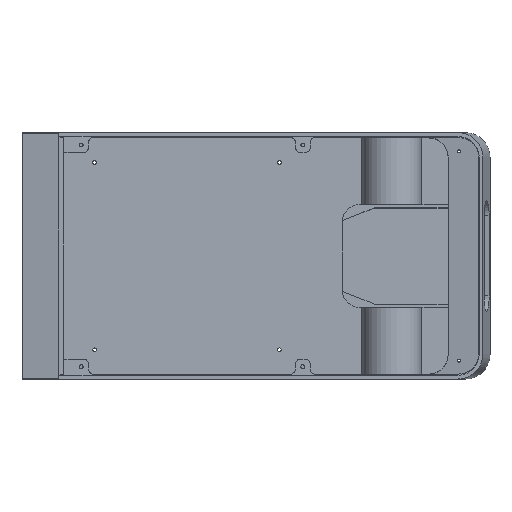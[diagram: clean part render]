
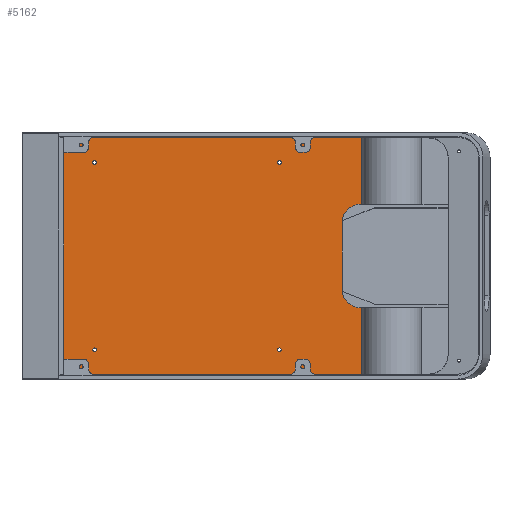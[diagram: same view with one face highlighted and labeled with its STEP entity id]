
A CAD part, top view. The second image highlights one B-rep face of the part: STEP entity #5162.
In plain terms, the highlighted planar face has unit normal (0, 0, 1).
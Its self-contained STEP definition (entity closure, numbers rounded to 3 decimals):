
#123=FACE_BOUND('',#775,.T.);
#124=FACE_BOUND('',#776,.T.);
#125=FACE_BOUND('',#777,.T.);
#126=FACE_BOUND('',#778,.T.);
#227=PLANE('',#5574);
#445=FACE_OUTER_BOUND('',#774,.T.);
#774=EDGE_LOOP('',(#4087,#4088,#4089,#4090,#4091,#4092,#4093,#4094,#4095,
#4096,#4097,#4098,#4099,#4100,#4101,#4102,#4103,#4104,#4105,#4106,#4107,
#4108,#4109,#4110));
#775=EDGE_LOOP('',(#4111));
#776=EDGE_LOOP('',(#4112));
#777=EDGE_LOOP('',(#4113));
#778=EDGE_LOOP('',(#4114));
#1047=LINE('',#7560,#1549);
#1132=LINE('',#7797,#1634);
#1136=LINE('',#7813,#1638);
#1173=LINE('',#7918,#1675);
#1177=LINE('',#7934,#1679);
#1248=LINE('',#8273,#1750);
#1251=LINE('',#8278,#1753);
#1253=LINE('',#8281,#1755);
#1254=LINE('',#8284,#1756);
#1259=LINE('',#8295,#1761);
#1262=LINE('',#8300,#1764);
#1264=LINE('',#8303,#1766);
#1265=LINE('',#8306,#1767);
#1266=LINE('',#8308,#1768);
#1267=LINE('',#8309,#1769);
#1268=LINE('',#8310,#1770);
#1269=LINE('',#8312,#1771);
#1270=LINE('',#8314,#1772);
#1271=LINE('',#8315,#1773);
#1272=LINE('',#8317,#1774);
#1273=LINE('',#8319,#1775);
#1274=LINE('',#8320,#1776);
#1275=LINE('',#8322,#1777);
#1276=LINE('',#8323,#1778);
#1549=VECTOR('',#5944,10.);
#1634=VECTOR('',#6111,10.);
#1638=VECTOR('',#6123,10.);
#1675=VECTOR('',#6206,10.);
#1679=VECTOR('',#6218,10.);
#1750=VECTOR('',#6537,10.);
#1753=VECTOR('',#6542,10.);
#1755=VECTOR('',#6546,10.);
#1756=VECTOR('',#6549,10.);
#1761=VECTOR('',#6556,10.);
#1764=VECTOR('',#6561,10.);
#1766=VECTOR('',#6565,10.);
#1767=VECTOR('',#6568,10.);
#1768=VECTOR('',#6569,10.);
#1769=VECTOR('',#6570,10.);
#1770=VECTOR('',#6571,10.);
#1771=VECTOR('',#6572,10.);
#1772=VECTOR('',#6573,10.);
#1773=VECTOR('',#6574,10.);
#1774=VECTOR('',#6575,10.);
#1775=VECTOR('',#6576,10.);
#1776=VECTOR('',#6577,10.);
#1777=VECTOR('',#6578,10.);
#1778=VECTOR('',#6579,10.);
#2126=CIRCLE('',#5575,1.5);
#2127=CIRCLE('',#5576,1.5);
#2128=CIRCLE('',#5577,1.5);
#2129=CIRCLE('',#5578,1.5);
#2248=VERTEX_POINT('',#7525);
#2260=VERTEX_POINT('',#7558);
#2350=VERTEX_POINT('',#7794);
#2351=VERTEX_POINT('',#7796);
#2358=VERTEX_POINT('',#7810);
#2359=VERTEX_POINT('',#7812);
#2403=VERTEX_POINT('',#7915);
#2404=VERTEX_POINT('',#7917);
#2411=VERTEX_POINT('',#7931);
#2412=VERTEX_POINT('',#7933);
#2495=VERTEX_POINT('',#8270);
#2496=VERTEX_POINT('',#8272);
#2497=VERTEX_POINT('',#8276);
#2498=VERTEX_POINT('',#8283);
#2502=VERTEX_POINT('',#8292);
#2503=VERTEX_POINT('',#8294);
#2504=VERTEX_POINT('',#8299);
#2505=VERTEX_POINT('',#8305);
#2506=VERTEX_POINT('',#8307);
#2507=VERTEX_POINT('',#8311);
#2508=VERTEX_POINT('',#8313);
#2509=VERTEX_POINT('',#8316);
#2510=VERTEX_POINT('',#8318);
#2511=VERTEX_POINT('',#8321);
#2512=VERTEX_POINT('',#8324);
#2513=VERTEX_POINT('',#8326);
#2514=VERTEX_POINT('',#8328);
#2515=VERTEX_POINT('',#8330);
#2763=EDGE_CURVE('',#2260,#2248,#1047,.F.);
#2873=EDGE_CURVE('',#2351,#2350,#1132,.T.);
#2881=EDGE_CURVE('',#2359,#2358,#1136,.T.);
#2934=EDGE_CURVE('',#2403,#2404,#1173,.T.);
#2942=EDGE_CURVE('',#2411,#2412,#1177,.T.);
#3077=EDGE_CURVE('',#2496,#2495,#1248,.T.);
#3080=EDGE_CURVE('',#2495,#2497,#1251,.T.);
#3082=EDGE_CURVE('',#2497,#2412,#1253,.T.);
#3083=EDGE_CURVE('',#2496,#2498,#1254,.T.);
#3088=EDGE_CURVE('',#2503,#2502,#1259,.T.);
#3091=EDGE_CURVE('',#2504,#2503,#1262,.T.);
#3093=EDGE_CURVE('',#2350,#2504,#1264,.T.);
#3094=EDGE_CURVE('',#2411,#2505,#1265,.T.);
#3095=EDGE_CURVE('',#2505,#2506,#1266,.T.);
#3096=EDGE_CURVE('',#2404,#2506,#1267,.T.);
#3097=EDGE_CURVE('',#2403,#2359,#1268,.T.);
#3098=EDGE_CURVE('',#2507,#2358,#1269,.T.);
#3099=EDGE_CURVE('',#2507,#2508,#1270,.T.);
#3100=EDGE_CURVE('',#2508,#2351,#1271,.T.);
#3101=EDGE_CURVE('',#2502,#2509,#1272,.T.);
#3102=EDGE_CURVE('',#2509,#2510,#1273,.T.);
#3103=EDGE_CURVE('',#2510,#2248,#1274,.T.);
#3104=EDGE_CURVE('',#2260,#2511,#1275,.T.);
#3105=EDGE_CURVE('',#2511,#2498,#1276,.T.);
#3106=EDGE_CURVE('',#2512,#2512,#2126,.T.);
#3107=EDGE_CURVE('',#2513,#2513,#2127,.T.);
#3108=EDGE_CURVE('',#2514,#2514,#2128,.T.);
#3109=EDGE_CURVE('',#2515,#2515,#2129,.T.);
#4087=ORIENTED_EDGE('',*,*,#3082,.T.);
#4088=ORIENTED_EDGE('',*,*,#2942,.F.);
#4089=ORIENTED_EDGE('',*,*,#3094,.T.);
#4090=ORIENTED_EDGE('',*,*,#3095,.T.);
#4091=ORIENTED_EDGE('',*,*,#3096,.F.);
#4092=ORIENTED_EDGE('',*,*,#2934,.F.);
#4093=ORIENTED_EDGE('',*,*,#3097,.T.);
#4094=ORIENTED_EDGE('',*,*,#2881,.T.);
#4095=ORIENTED_EDGE('',*,*,#3098,.F.);
#4096=ORIENTED_EDGE('',*,*,#3099,.T.);
#4097=ORIENTED_EDGE('',*,*,#3100,.T.);
#4098=ORIENTED_EDGE('',*,*,#2873,.T.);
#4099=ORIENTED_EDGE('',*,*,#3093,.T.);
#4100=ORIENTED_EDGE('',*,*,#3091,.T.);
#4101=ORIENTED_EDGE('',*,*,#3088,.T.);
#4102=ORIENTED_EDGE('',*,*,#3101,.T.);
#4103=ORIENTED_EDGE('',*,*,#3102,.T.);
#4104=ORIENTED_EDGE('',*,*,#3103,.T.);
#4105=ORIENTED_EDGE('',*,*,#2763,.F.);
#4106=ORIENTED_EDGE('',*,*,#3104,.T.);
#4107=ORIENTED_EDGE('',*,*,#3105,.T.);
#4108=ORIENTED_EDGE('',*,*,#3083,.F.);
#4109=ORIENTED_EDGE('',*,*,#3077,.T.);
#4110=ORIENTED_EDGE('',*,*,#3080,.T.);
#4111=ORIENTED_EDGE('',*,*,#3106,.T.);
#4112=ORIENTED_EDGE('',*,*,#3107,.T.);
#4113=ORIENTED_EDGE('',*,*,#3108,.T.);
#4114=ORIENTED_EDGE('',*,*,#3109,.T.);
#5162=ADVANCED_FACE('',(#445,#123,#124,#125,#126),#227,.F.);
#5574=AXIS2_PLACEMENT_3D('',#8304,#6566,#6567);
#5575=AXIS2_PLACEMENT_3D('',#8325,#6580,#6581);
#5576=AXIS2_PLACEMENT_3D('',#8327,#6582,#6583);
#5577=AXIS2_PLACEMENT_3D('',#8329,#6584,#6585);
#5578=AXIS2_PLACEMENT_3D('',#8331,#6586,#6587);
#5944=DIRECTION('',(0.,-1.,0.));
#6111=DIRECTION('',(-1.,0.,0.));
#6123=DIRECTION('',(-1.,0.,0.));
#6206=DIRECTION('',(-1.,0.,0.));
#6218=DIRECTION('',(-1.,0.,0.));
#6537=DIRECTION('',(0.,1.,0.));
#6542=DIRECTION('',(1.,0.,0.));
#6546=DIRECTION('',(0.,-1.,0.));
#6549=DIRECTION('',(-1.,0.,0.));
#6556=DIRECTION('',(0.,1.,0.));
#6561=DIRECTION('',(-1.,0.,0.));
#6565=DIRECTION('',(0.,-1.,0.));
#6566=DIRECTION('center_axis',(0.,0.,-1.));
#6567=DIRECTION('ref_axis',(-1.,0.,0.));
#6568=DIRECTION('',(0.,-1.,0.));
#6569=DIRECTION('',(1.,0.,0.));
#6570=DIRECTION('',(0.,-1.,0.));
#6571=DIRECTION('',(0.,1.,0.));
#6572=DIRECTION('',(0.,-1.,0.));
#6573=DIRECTION('',(-1.,0.,0.));
#6574=DIRECTION('',(0.,-1.,0.));
#6575=DIRECTION('',(-1.,0.,0.));
#6576=DIRECTION('',(0.,-1.,0.));
#6577=DIRECTION('',(-1.,0.,0.));
#6578=DIRECTION('',(1.,0.,0.));
#6579=DIRECTION('',(0.,-1.,0.));
#6580=DIRECTION('center_axis',(0.,0.,-1.));
#6581=DIRECTION('ref_axis',(1.,0.,0.));
#6582=DIRECTION('center_axis',(0.,0.,-1.));
#6583=DIRECTION('ref_axis',(1.,0.,0.));
#6584=DIRECTION('center_axis',(0.,0.,-1.));
#6585=DIRECTION('ref_axis',(1.,0.,0.));
#6586=DIRECTION('center_axis',(0.,0.,-1.));
#6587=DIRECTION('ref_axis',(1.,0.,0.));
#7525=CARTESIAN_POINT('',(-46.,215.,14.));
#7558=CARTESIAN_POINT('',(-46.,47.,14.));
#7560=CARTESIAN_POINT('',(-46.,31.,14.));
#7794=CARTESIAN_POINT('',(-8.,227.,14.));
#7796=CARTESIAN_POINT('',(113.,227.,14.));
#7797=CARTESIAN_POINT('',(177.489,227.,14.));
#7810=CARTESIAN_POINT('',(137.,227.,14.));
#7812=CARTESIAN_POINT('',(226.,227.,14.));
#7813=CARTESIAN_POINT('',(177.489,227.,14.));
#7915=CARTESIAN_POINT('',(226.,35.,14.));
#7917=CARTESIAN_POINT('',(137.,35.,14.));
#7918=CARTESIAN_POINT('',(177.489,35.,14.));
#7931=CARTESIAN_POINT('',(113.,35.,14.));
#7933=CARTESIAN_POINT('',(-8.,35.,14.));
#7934=CARTESIAN_POINT('',(177.489,35.,14.));
#8270=CARTESIAN_POINT('',(-16.,47.,14.));
#8272=CARTESIAN_POINT('',(-16.,35.,14.));
#8273=CARTESIAN_POINT('',(-16.,33.,14.));
#8276=CARTESIAN_POINT('',(-8.,47.,14.));
#8278=CARTESIAN_POINT('',(107.,47.,14.));
#8281=CARTESIAN_POINT('',(-8.,39.,14.));
#8283=CARTESIAN_POINT('',(-40.,35.,14.));
#8284=CARTESIAN_POINT('',(177.489,35.,14.));
#8292=CARTESIAN_POINT('',(-16.,227.,14.));
#8294=CARTESIAN_POINT('',(-16.,215.,14.));
#8295=CARTESIAN_POINT('',(-16.,123.,14.));
#8299=CARTESIAN_POINT('',(-8.,215.,14.));
#8300=CARTESIAN_POINT('',(111.,215.,14.));
#8303=CARTESIAN_POINT('',(-8.,129.,14.));
#8304=CARTESIAN_POINT('Origin',(230.,31.,14.));
#8305=CARTESIAN_POINT('',(113.,32.,14.));
#8306=CARTESIAN_POINT('',(113.,231.,14.));
#8307=CARTESIAN_POINT('',(137.,32.,14.));
#8308=CARTESIAN_POINT('',(131.,32.,14.));
#8309=CARTESIAN_POINT('',(137.,231.,14.));
#8310=CARTESIAN_POINT('',(226.,31.,14.));
#8311=CARTESIAN_POINT('',(137.,230.,14.));
#8312=CARTESIAN_POINT('',(137.,231.,14.));
#8313=CARTESIAN_POINT('',(113.,230.,14.));
#8314=CARTESIAN_POINT('',(113.,230.,14.));
#8315=CARTESIAN_POINT('',(113.,231.,14.));
#8316=CARTESIAN_POINT('',(-40.,227.,14.));
#8317=CARTESIAN_POINT('',(177.489,227.,14.));
#8318=CARTESIAN_POINT('',(-40.,215.,14.));
#8319=CARTESIAN_POINT('',(-40.,81.,14.));
#8320=CARTESIAN_POINT('',(92.,215.,14.));
#8321=CARTESIAN_POINT('',(-40.,47.,14.));
#8322=CARTESIAN_POINT('',(92.,47.,14.));
#8323=CARTESIAN_POINT('',(-40.,81.,14.));
#8324=CARTESIAN_POINT('',(157.5,207.,14.));
#8325=CARTESIAN_POINT('Origin',(159.,207.,14.));
#8326=CARTESIAN_POINT('',(157.5,55.,14.));
#8327=CARTESIAN_POINT('Origin',(159.,55.,14.));
#8328=CARTESIAN_POINT('',(7.5,207.,14.));
#8329=CARTESIAN_POINT('Origin',(9.,207.,14.));
#8330=CARTESIAN_POINT('',(7.5,55.,14.));
#8331=CARTESIAN_POINT('Origin',(9.,55.,14.));
